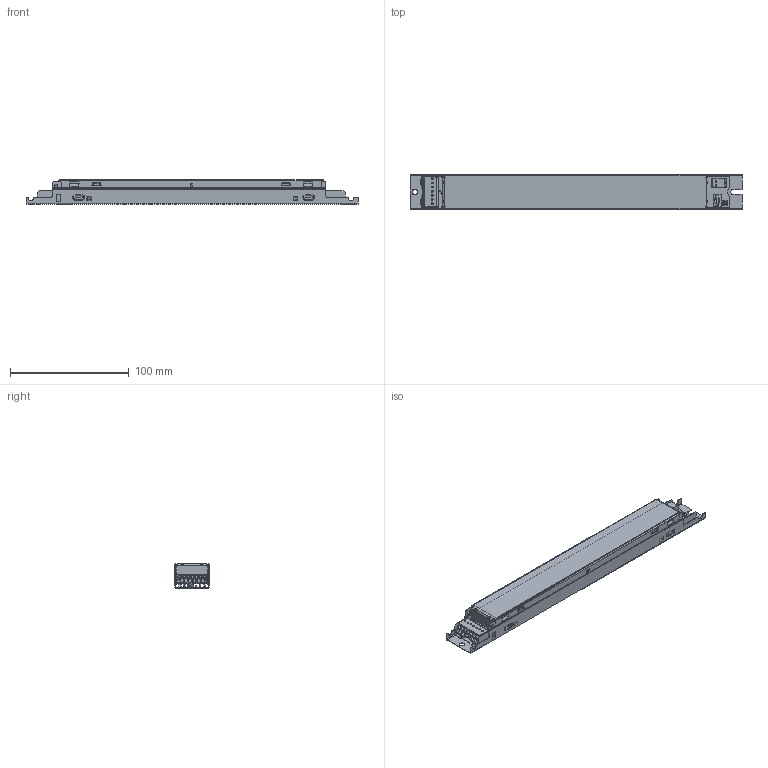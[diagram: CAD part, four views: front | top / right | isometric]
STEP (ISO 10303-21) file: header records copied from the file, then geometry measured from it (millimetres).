
FILE_DESCRIPTION(/* description */ (''),/* implementation_level */ '2;1');
FILE_NAME(/* name */ 'SH10 75W.stp',/* time_stamp */ '2025-07-16T09:00:10+08:00',/* author */ ('621233586'),/* organization */ (''),/* preprocessor_version */ 'ST-DEVELOPER v19.2',/* originating_system */ 'Autodesk Inventor 2023',/* authorisation */ '');
FILE_SCHEMA (('CONFIG_CONTROL_DESIGN'));
Products named in the file (19): 75W Assy; 8222-646-21220_chassis; 4422-409-22710_cover280x21mm; 442296270761_rough; 75W_3D_20250327; DesignRootModel; Submodel-442240922911_part_simplified_con_wago744_fr_05p-b_m_2; Submodel-Q:LED_Drivers_NewLinear basic dali280mm_GigaMCU_75W_20250310
BLayout3DInput_SCONNECTOR_ODD_WAGO744_7P_NOP3-5_17-06-17_6.6.xtd; CONNECTOR_ODD_WAGO744_7P_NOP3-5_17-06-17_6.6; Submodel-242201520427_part_simplified_con_wago744_fr_02p_01s_m_2; Submodel-Q:LED_Drivers_NewLinear basic dali280mm_GigaMCU_75W_20250310
BLayout3DInput_SCONNECTOR_ODD_WAGO744_2P_22-05-14_6.4.xtd; CONNECTOR_ODD_WAGO744_2P_22-05-14_6.4; Submodel-442295443681_part_simplified_swi_thk-phl-1446-gm_m_1; Submodel-Q:LED_Drivers_NewLinear basic dali280mm_GigaMCU_75W_20250310
BLayout3DInput_SWITCH_RAD_TYPO_THK-PHL-1446_13-01-22_7.25.xtd; SWITCH_RAD_TYPO_THK-PHL-1446_13-01-22_7.25; Submodel-PartNo_part_simplified_barcode_057x057_silk_cl5_1; Submodel-Q:LED_Drivers_NewLinear basic dali280mm_GigaMCU_75W_20250310
BLayout3DInput_SBARCODE_3D_057x057_V1_19-01-2013_0.05.xtd; BARCODE_3D_057x057_V1_19-01-2013_0.05; uid__7884124
Assembly tree (18 placements, depth 6):
  75W Assy
    8222-646-21220_chassis
    4422-409-22710_cover280x21mm
    442296270761_rough
    75W_3D_20250327
      DesignRootModel
        Submodel-442240922911_part_simplified_con_wago744_fr_05p-b_m_2
          Submodel-Q:LED_Drivers_NewLinear basic dali280mm_GigaMCU_75W_20250310
BLayout3DInput_SCONNECTOR_ODD_WAGO744_7P_NOP3-5_17-06-17_6.6.xtd
            CONNECTOR_ODD_WAGO744_7P_NOP3-5_17-06-17_6.6
        Submodel-242201520427_part_simplified_con_wago744_fr_02p_01s_m_2
          Submodel-Q:LED_Drivers_NewLinear basic dali280mm_GigaMCU_75W_20250310
BLayout3DInput_SCONNECTOR_ODD_WAGO744_2P_22-05-14_6.4.xtd
            CONNECTOR_ODD_WAGO744_2P_22-05-14_6.4
        Submodel-442295443681_part_simplified_swi_thk-phl-1446-gm_m_1
          Submodel-Q:LED_Drivers_NewLinear basic dali280mm_GigaMCU_75W_20250310
BLayout3DInput_SWITCH_RAD_TYPO_THK-PHL-1446_13-01-22_7.25.xtd
            SWITCH_RAD_TYPO_THK-PHL-1446_13-01-22_7.25
        Submodel-PartNo_part_simplified_barcode_057x057_silk_cl5_1
          Submodel-Q:LED_Drivers_NewLinear basic dali280mm_GigaMCU_75W_20250310
BLayout3DInput_SBARCODE_3D_057x057_V1_19-01-2013_0.05.xtd
            BARCODE_3D_057x057_V1_19-01-2013_0.05
        uid__7884124
Bounding box: 280 x 29.4 x 20.6 mm (x, y, z)
Volume: 28486.6 mm3; surface area: 127070.5 mm2
Topology: 36 solids, 36 shells, 1994 faces, 5256 edges, 3341 vertices
Faces by surface type: plane 1053, cylinder 672, bspline 123, torus 93, sphere 28, cone 25
Full cylindrical faces by diameter (mm): 0.3 x81, 0.45 x13, 0.8 x8, 0.9 x6, 1 x14, 1.1 x22, 1.2 x6, 1.3 x4, 1.35 x2, 1.5 x8, 1.6 x1
Entity records: 66337 total; most frequent: CARTESIAN_POINT 15055, ORIENTED_EDGE 10464, DIRECTION 10416, EDGE_CURVE 5232, AXIS2_PLACEMENT_3D 3484, LINE 3448, VECTOR 3448, VERTEX_POINT 3341
